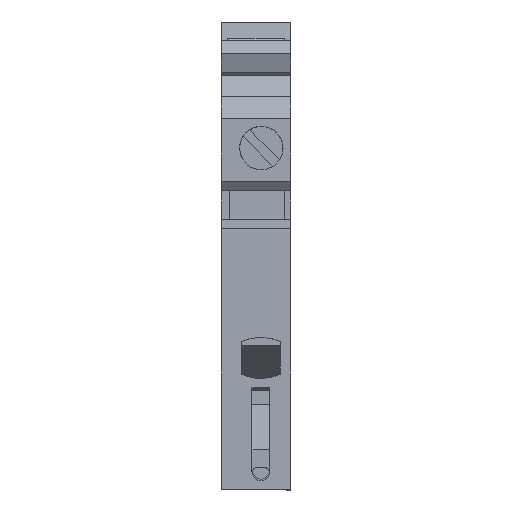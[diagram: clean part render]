
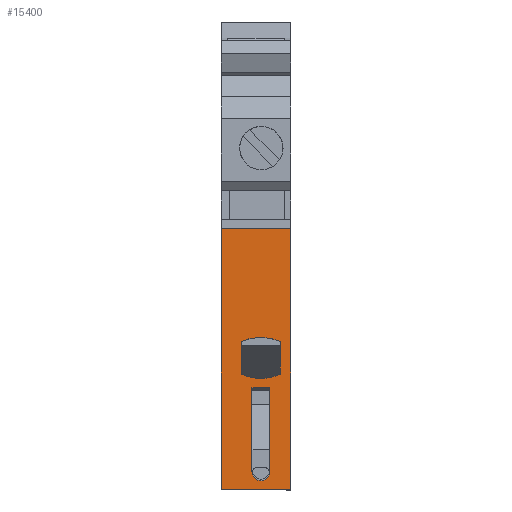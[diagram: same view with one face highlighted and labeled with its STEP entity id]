
A CAD part, top view. The second image highlights one B-rep face of the part: STEP entity #15400.
In plain terms, the highlighted face is planar.
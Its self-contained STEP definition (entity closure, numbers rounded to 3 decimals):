
#2380=CARTESIAN_POINT('',(-14.107,-6.925,
45.52));
#2390=VERTEX_POINT('',#2380);
#2420=CARTESIAN_POINT('',(-42.966,-17.429,
45.52));
#2430=DIRECTION('',(-0.94,-0.342,
0.));
#2440=VECTOR('',#2430,1.);
#2450=LINE('',#2420,#2440);
#2460=CARTESIAN_POINT('',(-42.908,-17.408,
45.52));
#2470=VERTEX_POINT('',#2460);
#2480=EDGE_CURVE('',#2390,#2470,#2450,.T.);
#5990=CARTESIAN_POINT('',(-42.908,-17.408,
53.67));
#6000=VERTEX_POINT('',#5990);
#6030=CARTESIAN_POINT('',(-42.966,-17.429,
53.67));
#6040=DIRECTION('',(-0.94,-0.342,
0.));
#6050=VECTOR('',#6040,1.);
#6060=LINE('',#6030,#6050);
#6070=CARTESIAN_POINT('',(-14.107,-6.925,
53.67));
#6080=VERTEX_POINT('',#6070);
#6090=EDGE_CURVE('',#6080,#6000,#6060,.T.);
#14400=CARTESIAN_POINT('',(-42.908,-17.408,
53.67));
#14410=DIRECTION('',(0.342,-0.94,
0.));
#14420=DIRECTION('',(-0.94,-0.342,
0.));
#14430=AXIS2_PLACEMENT_3D('',#14400,#14410,#14420);
#14440=PLANE('',#14430);
#14450=CARTESIAN_POINT('',(-31.679,-13.321,
54.02));
#14460=DIRECTION('',(0.,0.,-1.));
#14470=VECTOR('',#14460,1.);
#14480=LINE('',#14450,#14470);
#14490=CARTESIAN_POINT('',(-31.679,-13.321,
51.22));
#14500=VERTEX_POINT('',#14490);
#14510=CARTESIAN_POINT('',(-31.679,-13.321,
49.12));
#14520=VERTEX_POINT('',#14510);
#14530=EDGE_CURVE('',#14500,#14520,#14480,.T.);
#14540=ORIENTED_EDGE('',*,*,#14530,.F.);
#14550=CARTESIAN_POINT('',(-39.705,-16.242,
49.12));
#14560=DIRECTION('',(-0.94,-0.342,
0.));
#14570=VECTOR('',#14560,1.);
#14580=LINE('',#14550,#14570);
#14590=CARTESIAN_POINT('',(-40.982,-16.707,
49.12));
#14600=VERTEX_POINT('',#14590);
#14610=EDGE_CURVE('',#14520,#14600,#14580,.T.);
#14620=ORIENTED_EDGE('',*,*,#14610,.F.);
#14630=CARTESIAN_POINT('',(-40.982,-16.707,
50.17));
#14640=DIRECTION('',(0.342,-0.94,
0.));
#14650=DIRECTION('',(-0.94,-0.342,
0.));
#14660=AXIS2_PLACEMENT_3D('',#14630,#14640,#14650);
#14670=CIRCLE('',#14660,1.05);
#14680=CARTESIAN_POINT('',(-40.982,-16.707,
51.22));
#14690=VERTEX_POINT('',#14680);
#14700=EDGE_CURVE('',#14690,#14600,#14670,.T.);
#14710=ORIENTED_EDGE('',*,*,#14700,.T.);
#14720=CARTESIAN_POINT('',(-39.705,-16.242,
51.22));
#14730=DIRECTION('',(0.94,0.342,
0.));
#14740=VECTOR('',#14730,1.);
#14750=LINE('',#14720,#14740);
#14760=CARTESIAN_POINT('',(-33.089,-13.834,
51.22));
#14770=VERTEX_POINT('',#14760);
#14780=EDGE_CURVE('',#14690,#14770,#14750,.T.);
#14790=ORIENTED_EDGE('',*,*,#14780,.F.);
#14800=CARTESIAN_POINT('',(-39.705,-16.242,
51.22));
#14810=DIRECTION('',(0.94,0.342,
0.));
#14820=VECTOR('',#14810,1.);
#14830=LINE('',#14800,#14820);
#14840=EDGE_CURVE('',#14770,#14500,#14830,.T.);
#14850=ORIENTED_EDGE('',*,*,#14840,.F.);
#14860=EDGE_LOOP('',(#14850,#14790,#14710,#14620,#14540));
#14870=FACE_BOUND('',#14860,.T.);
#14880=CARTESIAN_POINT('',(-39.705,-16.242,
47.87));
#14890=DIRECTION('',(-0.94,-0.342,
0.));
#14900=VECTOR('',#14890,1.);
#14910=LINE('',#14880,#14900);
#14920=CARTESIAN_POINT('',(-26.605,-11.474,
47.87));
#14930=VERTEX_POINT('',#14920);
#14940=CARTESIAN_POINT('',(-30.176,-12.774,
47.87));
#14950=VERTEX_POINT('',#14940);
#14960=EDGE_CURVE('',#14930,#14950,#14910,.T.);
#14970=ORIENTED_EDGE('',*,*,#14960,.F.);
#14980=CARTESIAN_POINT('',(-25.515,-11.078,
50.17));
#14990=DIRECTION('',(0.342,-0.94,
0.));
#15000=DIRECTION('',(0.94,0.342,
0.));
#15010=AXIS2_PLACEMENT_3D('',#14980,#14990,#15000);
#15020=CIRCLE('',#15010,5.467);
#15030=CARTESIAN_POINT('',(-30.176,-12.774,
52.47));
#15040=VERTEX_POINT('',#15030);
#15050=EDGE_CURVE('',#15040,#14950,#15020,.T.);
#15060=ORIENTED_EDGE('',*,*,#15050,.T.);
#15070=CARTESIAN_POINT('',(-39.705,-16.242,
52.47));
#15080=DIRECTION('',(0.94,0.342,
0.));
#15090=VECTOR('',#15080,1.);
#15100=LINE('',#15070,#15090);
#15110=CARTESIAN_POINT('',(-26.605,-11.474,
52.47));
#15120=VERTEX_POINT('',#15110);
#15130=EDGE_CURVE('',#15040,#15120,#15100,.T.);
#15140=ORIENTED_EDGE('',*,*,#15130,.F.);
#15150=CARTESIAN_POINT('',(-31.266,-13.171,
50.17));
#15160=DIRECTION('',(-0.342,0.94,
0.));
#15170=DIRECTION('',(-0.94,-0.342,
0.));
#15180=AXIS2_PLACEMENT_3D('',#15150,#15160,#15170);
#15190=CIRCLE('',#15180,5.467);
#15200=EDGE_CURVE('',#15120,#14930,#15190,.T.);
#15210=ORIENTED_EDGE('',*,*,#15200,.F.);
#15220=EDGE_LOOP('',(#15210,#15140,#15060,#14970));
#15230=FACE_BOUND('',#15220,.T.);
#15240=CARTESIAN_POINT('',(-42.908,-17.408,
54.02));
#15250=DIRECTION('',(0.,0.,-1.));
#15260=VECTOR('',#15250,1.);
#15270=LINE('',#15240,#15260);
#15280=EDGE_CURVE('',#6000,#2470,#15270,.T.);
#15290=ORIENTED_EDGE('',*,*,#15280,.F.);
#15300=ORIENTED_EDGE('',*,*,#2480,.T.);
#15310=CARTESIAN_POINT('',(-14.107,-6.925,
54.02));
#15320=DIRECTION('',(0.,0.,-1.));
#15330=VECTOR('',#15320,1.);
#15340=LINE('',#15310,#15330);
#15350=EDGE_CURVE('',#6080,#2390,#15340,.T.);
#15360=ORIENTED_EDGE('',*,*,#15350,.T.);
#15370=ORIENTED_EDGE('',*,*,#6090,.F.);
#15380=EDGE_LOOP('',(#15370,#15360,#15300,#15290));
#15390=FACE_OUTER_BOUND('',#15380,.T.);
#15400=ADVANCED_FACE('',(#14870,#15230,#15390),#14440,.F.);
